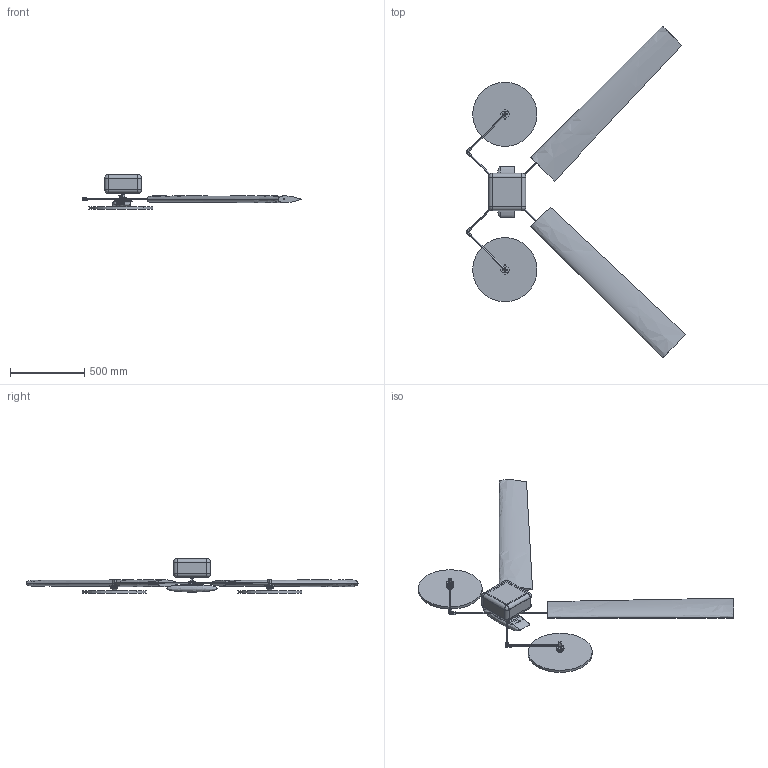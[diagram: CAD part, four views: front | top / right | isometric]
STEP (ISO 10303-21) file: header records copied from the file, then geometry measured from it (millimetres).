
FILE_DESCRIPTION((''),'2;1');
FILE_NAME('UAV_ASM','2023-05-16T16:02:09',('E33734'),(''),'CREO PARAMETRIC BY PTC INC, 2019352','CREO PARAMETRIC BY PTC INC, 2019352','');
FILE_SCHEMA(('CONFIG_CONTROL_DESIGN'));
Length unit declared in the file: millimetre
Products named in the file (31): ORIENT; MAINHUB_1; ARM_997_2; WING_126_2; SERVO_2; ARM_996_2; BEND_2; ARM_995_2; FLANGE_345_2; MOTOR_2; PROPELLER_2; FUSELAGE_1; SENSOR_3; SENSOR_6; SENSOR_1; BATTERY_1; SENSOR_2; SENSOR_5; SENSOR_4; ARM_997_1; WING_126_1; SERVO_1; CARGOCASE; CARGO; ARM_996_1; BEND_1; ARM_995_1; FLANGE_345_1; MOTOR_1; PROPELLER_1; UAV_ASM
Assembly tree (30 placements, depth 2):
  UAV_ASM
    ORIENT
    MAINHUB_1
    ARM_997_2
    WING_126_2
    SERVO_2
    ARM_996_2
    BEND_2
    ARM_995_2
    FLANGE_345_2
    MOTOR_2
    PROPELLER_2
    FUSELAGE_1
    SENSOR_3
    SENSOR_6
    SENSOR_1
    BATTERY_1
    SENSOR_2
    SENSOR_5
    SENSOR_4
    ARM_997_1
    WING_126_1
    SERVO_1
    CARGOCASE
    CARGO
    ARM_996_1
    BEND_1
    ARM_995_1
    FLANGE_345_1
    MOTOR_1
    PROPELLER_1
Bounding box: 1481.27 x 2235.9 x 232.66 mm (x, y, z)
Volume: 29190442.9 mm3; surface area: 2906271.2 mm2
Topology: 36 solids, 40 shells, 698 faces, 1515 edges, 918 vertices
Faces by surface type: cylinder 318, plane 269, sphere 80, torus 10, cone 8, revolution 6, bspline 4, extrusion 3
Entity records: 22368 total; most frequent: CARTESIAN_POINT 6254, DIRECTION 3499, ORIENTED_EDGE 3024, EDGE_CURVE 1512, AXIS2_PLACEMENT_3D 1329, VERTEX_POINT 918, VECTOR 835, LINE 832
